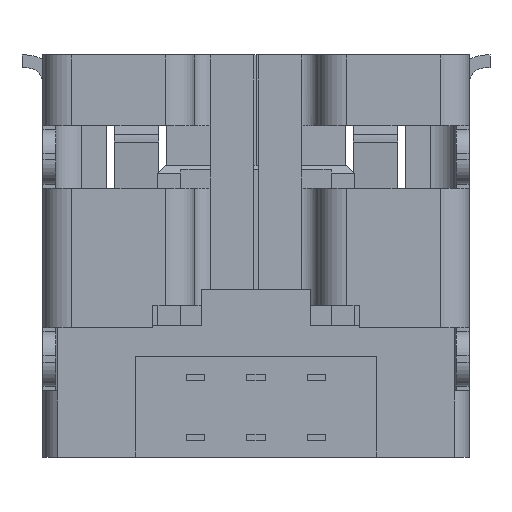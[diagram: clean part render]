
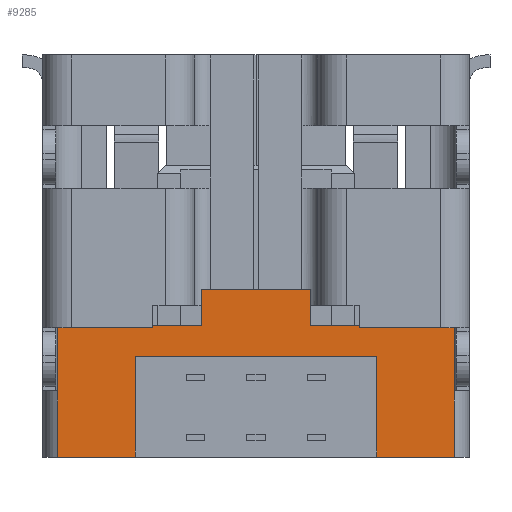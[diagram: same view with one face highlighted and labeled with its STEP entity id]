
A CAD part, front view. The second image highlights one B-rep face of the part: STEP entity #9285.
In plain terms, the highlighted planar face has unit normal (0, -1, 0).
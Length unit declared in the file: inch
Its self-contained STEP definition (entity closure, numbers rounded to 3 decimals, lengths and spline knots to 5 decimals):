
#76 = VERTEX_POINT ( 'NONE', #13136 ) ;
#481 = FACE_OUTER_BOUND ( 'NONE', #11853, .T. ) ;
#4817 = CARTESIAN_POINT ( 'NONE',  ( -0.2465, -0.152, 0. ) ) ;
#4823 = DIRECTION ( 'NONE',  ( 0., 0., -1. ) ) ;
#4828 = CARTESIAN_POINT ( 'NONE',  ( 0., -0.152, 0.163 ) ) ;
#4833 = CARTESIAN_POINT ( 'NONE',  ( -0.068, -0.152, 0. ) ) ;
#4835 = DIRECTION ( 'NONE',  ( 0., 0., -1. ) ) ;
#4841 = CARTESIAN_POINT ( 'NONE',  ( 0.068, -0.152, 0. ) ) ;
#4843 = DIRECTION ( 'NONE',  ( 0., 0., 1. ) ) ;
#4846 = CARTESIAN_POINT ( 'NONE',  ( 0.2465, -0.152, 0. ) ) ;
#4848 = DIRECTION ( 'NONE',  ( 0., 0., -1. ) ) ;
#4849 = DIRECTION ( 'NONE',  ( 1., 0., 0. ) ) ;
#4852 = CARTESIAN_POINT ( 'NONE',  ( 0., -0.152, 0.163 ) ) ;
#4854 = DIRECTION ( 'NONE',  ( 1., 0., 0. ) ) ;
#4936 = CARTESIAN_POINT ( 'NONE',  ( -0.15, -0.152, 0. ) ) ;
#4942 = CARTESIAN_POINT ( 'NONE',  ( 0.068, -0.152, 0.208 ) ) ;
#4943 = CARTESIAN_POINT ( 'NONE',  ( -0.15, -0.152, 0.125 ) ) ;
#4947 = CARTESIAN_POINT ( 'NONE',  ( -0.2465, -0.152, 0. ) ) ;
#4992 = CARTESIAN_POINT ( 'NONE',  ( 0.15, -0.152, 0.125 ) ) ;
#4994 = CARTESIAN_POINT ( 'NONE',  ( 0.15, -0.152, 0. ) ) ;
#4997 = CARTESIAN_POINT ( 'NONE',  ( 0.2465, -0.152, 0. ) ) ;
#5346 = VECTOR ( 'NONE', #4823, 39.37008 ) ;
#5347 = LINE ( 'NONE', #4817, #5346 ) ;
#5359 = LINE ( 'NONE', #4833, #5362 ) ;
#5362 = VECTOR ( 'NONE', #4835, 39.37008 ) ;
#5363 = LINE ( 'NONE', #4828, #5375 ) ;
#5365 = LINE ( 'NONE', #4841, #5368 ) ;
#5368 = VECTOR ( 'NONE', #4843, 39.37008 ) ;
#5369 = LINE ( 'NONE', #4846, #5373 ) ;
#5373 = VECTOR ( 'NONE', #4848, 39.37008 ) ;
#5374 = LINE ( 'NONE', #4852, #5377 ) ;
#5375 = VECTOR ( 'NONE', #4849, 39.37008 ) ;
#5377 = VECTOR ( 'NONE', #4854, 39.37008 ) ;
#8118 = CARTESIAN_POINT ( 'NONE',  ( -0.068, -0.152, 0.163 ) ) ;
#8138 = CARTESIAN_POINT ( 'NONE',  ( -0.2465, -0.152, 0.163 ) ) ;
#8226 = CARTESIAN_POINT ( 'NONE',  ( 0.068, -0.152, 0.163 ) ) ;
#8253 = CARTESIAN_POINT ( 'NONE',  ( 0.2465, -0.152, 0.163 ) ) ;
#8805 = CARTESIAN_POINT ( 'NONE',  ( -0.15, -0.152, 0. ) ) ;
#8806 = CARTESIAN_POINT ( 'NONE',  ( -0.2465, -0.152, 0.208 ) ) ;
#8813 = CARTESIAN_POINT ( 'NONE',  ( -0.2465, -0.152, 0.125 ) ) ;
#8815 = DIRECTION ( 'NONE',  ( -1., 0., 0. ) ) ;
#8819 = CARTESIAN_POINT ( 'NONE',  ( 0.15, -0.152, 0. ) ) ;
#8821 = DIRECTION ( 'NONE',  ( 0., 0., 1. ) ) ;
#8827 = DIRECTION ( 'NONE',  ( 1., 0., 0. ) ) ;
#8830 = DIRECTION ( 'NONE',  ( 0., 0., -1. ) ) ;
#8835 = CARTESIAN_POINT ( 'NONE',  ( -0.2465, -0.152, 0. ) ) ;
#8836 = DIRECTION ( 'NONE',  ( 1., 0., 0. ) ) ;
#8837 = CARTESIAN_POINT ( 'NONE',  ( -0.2465, -0.152, 0. ) ) ;
#8838 = DIRECTION ( 'NONE',  ( 1., 0., 0. ) ) ;
#9067 = LINE ( 'NONE', #8806, #9079 ) ;
#9076 = LINE ( 'NONE', #8805, #9085 ) ;
#9079 = VECTOR ( 'NONE', #8815, 39.37008 ) ;
#9082 = LINE ( 'NONE', #8813, #9091 ) ;
#9085 = VECTOR ( 'NONE', #8821, 39.37008 ) ;
#9088 = LINE ( 'NONE', #8819, #9095 ) ;
#9091 = VECTOR ( 'NONE', #8827, 39.37008 ) ;
#9095 = VECTOR ( 'NONE', #8830, 39.37008 ) ;
#9098 = LINE ( 'NONE', #8835, #9101 ) ;
#9100 = LINE ( 'NONE', #8837, #9103 ) ;
#9101 = VECTOR ( 'NONE', #8836, 39.37008 ) ;
#9103 = VECTOR ( 'NONE', #8838, 39.37008 ) ;
#9285 = ADVANCED_FACE ( 'NONE', ( #481 ), #12927, .T. ) ;
#11159 = EDGE_CURVE ( 'NONE', #12506, #11496, #5347, .T. ) ;
#11163 = EDGE_CURVE ( 'NONE', #76, #12471, #5359, .T. ) ;
#11166 = EDGE_CURVE ( 'NONE', #12553, #11492, #5365, .T. ) ;
#11168 = EDGE_CURVE ( 'NONE', #12592, #11658, #5369, .T. ) ;
#11169 = EDGE_CURVE ( 'NONE', #12553, #12592, #5363, .T. ) ;
#11170 = EDGE_CURVE ( 'NONE', #12506, #12471, #5374, .T. ) ;
#11320 = AXIS2_PLACEMENT_3D ( 'NONE', #12870, #12866, #12776 ) ;
#11492 = VERTEX_POINT ( 'NONE', #4942 ) ;
#11493 = VERTEX_POINT ( 'NONE', #4936 ) ;
#11494 = VERTEX_POINT ( 'NONE', #4943 ) ;
#11496 = VERTEX_POINT ( 'NONE', #4947 ) ;
#11655 = VERTEX_POINT ( 'NONE', #4992 ) ;
#11656 = VERTEX_POINT ( 'NONE', #4994 ) ;
#11658 = VERTEX_POINT ( 'NONE', #4997 ) ;
#11853 = EDGE_LOOP ( 'NONE', ( #12711, #12629, #12638, #12643, #12632, #12642, #12641, #12644, #12635, #12640, #12631, #12637 ) ) ;
#12471 = VERTEX_POINT ( 'NONE', #8118 ) ;
#12506 = VERTEX_POINT ( 'NONE', #8138 ) ;
#12553 = VERTEX_POINT ( 'NONE', #8226 ) ;
#12592 = VERTEX_POINT ( 'NONE', #8253 ) ;
#12629 = ORIENTED_EDGE ( 'NONE', *, *, #13454, .T. ) ;
#12631 = ORIENTED_EDGE ( 'NONE', *, *, #13458, .T. ) ;
#12632 = ORIENTED_EDGE ( 'NONE', *, *, #11169, .F. ) ;
#12635 = ORIENTED_EDGE ( 'NONE', *, *, #11170, .F. ) ;
#12637 = ORIENTED_EDGE ( 'NONE', *, *, #13449, .T. ) ;
#12638 = ORIENTED_EDGE ( 'NONE', *, *, #13457, .T. ) ;
#12640 = ORIENTED_EDGE ( 'NONE', *, *, #11159, .T. ) ;
#12641 = ORIENTED_EDGE ( 'NONE', *, *, #13446, .T. ) ;
#12642 = ORIENTED_EDGE ( 'NONE', *, *, #11166, .T. ) ;
#12643 = ORIENTED_EDGE ( 'NONE', *, *, #11168, .F. ) ;
#12644 = ORIENTED_EDGE ( 'NONE', *, *, #11163, .T. ) ;
#12711 = ORIENTED_EDGE ( 'NONE', *, *, #13452, .T. ) ;
#12776 = DIRECTION ( 'NONE',  ( 0., 0., -1. ) ) ;
#12866 = DIRECTION ( 'NONE',  ( 0., -1., 0. ) ) ;
#12870 = CARTESIAN_POINT ( 'NONE',  ( -0.2465, -0.152, 0. ) ) ;
#12927 = PLANE ( 'NONE',  #11320 ) ;
#13136 = CARTESIAN_POINT ( 'NONE',  ( -0.068, -0.152, 0.208 ) ) ;
#13446 = EDGE_CURVE ( 'NONE', #11492, #76, #9067, .T. ) ;
#13449 = EDGE_CURVE ( 'NONE', #11493, #11494, #9076, .T. ) ;
#13452 = EDGE_CURVE ( 'NONE', #11494, #11655, #9082, .T. ) ;
#13454 = EDGE_CURVE ( 'NONE', #11655, #11656, #9088, .T. ) ;
#13457 = EDGE_CURVE ( 'NONE', #11656, #11658, #9098, .T. ) ;
#13458 = EDGE_CURVE ( 'NONE', #11496, #11493, #9100, .T. ) ;
